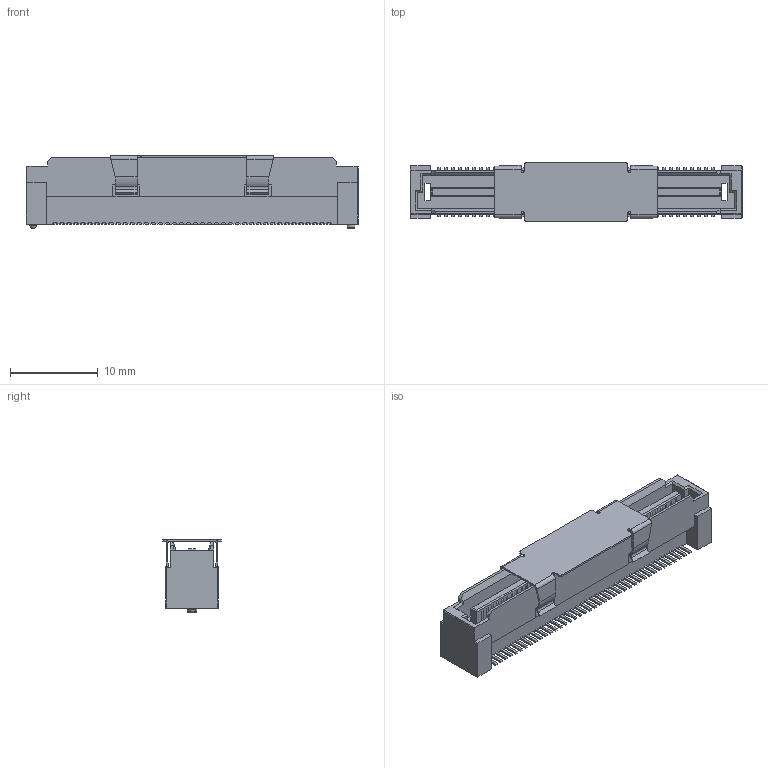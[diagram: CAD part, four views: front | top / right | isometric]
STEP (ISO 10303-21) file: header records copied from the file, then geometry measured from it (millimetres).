
FILE_DESCRIPTION(/* description */ ('Unknown'),/* implementation_level */ '2;1');
FILE_NAME(/* name */ '658857603080',/* time_stamp */ '2018-07-11T09:25:56+02:00',/* author */ ('Unknown'),/* organization */ ('Unknown'),/* preprocessor_version */ 'ST-DEVELOPER v16.7',/* originating_system */ 'DEX',/* authorisation */ $);
FILE_SCHEMA (('AUTOMOTIVE_DESIGN {1 0 10303 214 3 1 1}'));
Length unit declared in the file: millimetre
Products named in the file (4): 658857603xxx; 658857603080_Housing; 658857603xxx_Pin; Large Cap
Assembly tree (82 placements, depth 2):
  658857603xxx
    658857603080_Housing
    658857603xxx_Pin  x80
    Large Cap
Bounding box: 37.8 x 6.7 x 8.3 mm (x, y, z)
Volume: 802.1 mm3; surface area: 3163.2 mm2
Topology: 82 solids, 82 shells, 3016 faces, 8332 edges, 5326 vertices
Faces by surface type: plane 2643, cylinder 371, torus 2
Full cylindrical faces by diameter (mm): 0.7 x1
Entity records: 48929 total; most frequent: ORIENTED_EDGE 8756, CARTESIAN_POINT 8706, DIRECTION 7830, EDGE_CURVE 4378, LINE 3960, VECTOR 3960, VERTEX_POINT 2797, AXIS2_PLACEMENT_3D 1935
